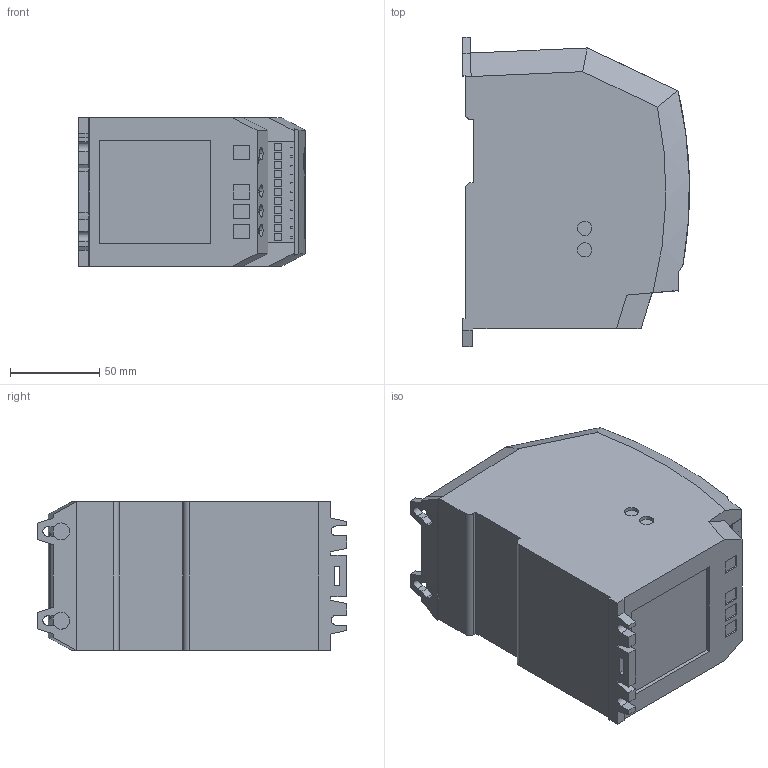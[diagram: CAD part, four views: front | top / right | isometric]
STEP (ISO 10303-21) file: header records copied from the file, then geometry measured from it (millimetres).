
FILE_DESCRIPTION (( 'STEP AP214' ), '1' );
FILE_NAME ('E3 S1 Plastic Set1.STEP', '2017-07-12T13:19:58', ( '' ), ( '' ), 'SwSTEP 2.0', 'SolidWorks 2017', '' );
FILE_SCHEMA (( 'AUTOMOTIVE_DESIGN' ));
Length unit declared in the file: millimetre
Products named in the file (1): E3 S1 Plastic Set1
Bounding box: 127.05 x 172.98 x 83 mm (x, y, z)
Volume: 1434924.8 mm3; surface area: 86366.8 mm2
Topology: 1 solids, 1 shells, 809 faces, 2081 edges, 1380 vertices
Faces by surface type: plane 508, bspline 209, cylinder 89, cone 3
Entity records: 33144 total; most frequent: CARTESIAN_POINT 15261, ORIENTED_EDGE 4162, DIRECTION 2754, EDGE_CURVE 2081, VERTEX_POINT 1380, VECTOR 1300, LINE 1300, EDGE_LOOP 921
